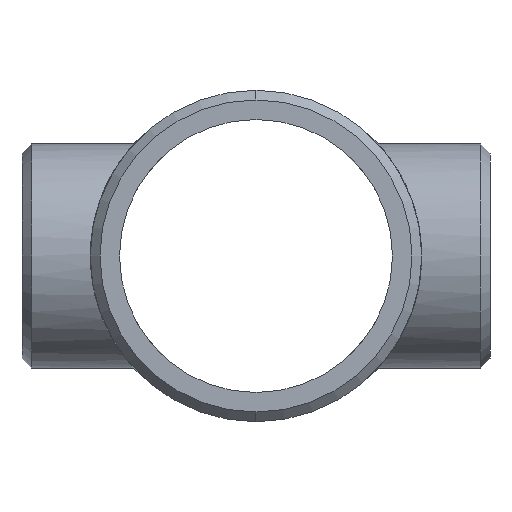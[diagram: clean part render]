
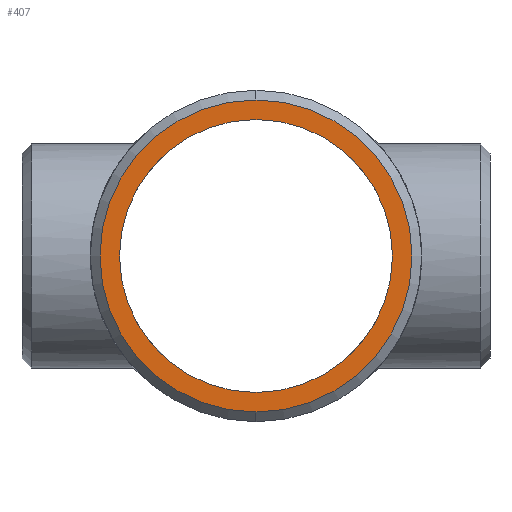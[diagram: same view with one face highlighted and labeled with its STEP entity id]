
A CAD part, left-side view. The second image highlights one B-rep face of the part: STEP entity #407.
In plain terms, the highlighted planar face has unit normal (-1, 0, 0).
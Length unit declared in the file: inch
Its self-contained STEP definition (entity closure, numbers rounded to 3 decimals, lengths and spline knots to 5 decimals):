
#37 = VERTEX_POINT ( 'NONE', #977 ) ;
#60 = EDGE_CURVE ( 'NONE', #863, #37, #559, .T. ) ;
#74 = DIRECTION ( 'NONE',  ( 0., 0., 1. ) ) ;
#78 = AXIS2_PLACEMENT_3D ( 'NONE', #901, #1241, #1479 ) ;
#136 = CARTESIAN_POINT ( 'NONE',  ( -10., 0., 0. ) ) ;
#172 = CARTESIAN_POINT ( 'NONE',  ( -10., 0., -5.25 ) ) ;
#217 = VERTEX_POINT ( 'NONE', #484 ) ;
#288 = PLANE ( 'NONE',  #1452 ) ;
#293 = ORIENTED_EDGE ( 'NONE', *, *, #60, .T. ) ;
#299 = DIRECTION ( 'NONE',  ( 0., 0., -1. ) ) ;
#300 = ORIENTED_EDGE ( 'NONE', *, *, #852, .T. ) ;
#392 = ORIENTED_EDGE ( 'NONE', *, *, #515, .T. ) ;
#394 = EDGE_CURVE ( 'NONE', #37, #863, #1155, .T. ) ;
#407 = ADVANCED_FACE ( 'NONE', ( #990, #414 ), #288, .T. ) ;
#414 = FACE_BOUND ( 'NONE', #1079, .T. ) ;
#422 = CARTESIAN_POINT ( 'NONE',  ( -10., 0., 0. ) ) ;
#430 = CIRCLE ( 'NONE', #883, 6. ) ;
#483 = DIRECTION ( 'NONE',  ( -1., 0., 0. ) ) ;
#484 = CARTESIAN_POINT ( 'NONE',  ( -10., 0., -6. ) ) ;
#515 = EDGE_CURVE ( 'NONE', #217, #653, #621, .T. ) ;
#559 = CIRCLE ( 'NONE', #78, 5.25 ) ;
#621 = CIRCLE ( 'NONE', #1339, 6. ) ;
#653 = VERTEX_POINT ( 'NONE', #1099 ) ;
#852 = EDGE_CURVE ( 'NONE', #653, #217, #430, .T. ) ;
#859 = DIRECTION ( 'NONE',  ( -1., 0., 0. ) ) ;
#863 = VERTEX_POINT ( 'NONE', #172 ) ;
#883 = AXIS2_PLACEMENT_3D ( 'NONE', #1432, #859, #1194 ) ;
#901 = CARTESIAN_POINT ( 'NONE',  ( -10., 0., 0. ) ) ;
#970 = DIRECTION ( 'NONE',  ( 1., 0., 0. ) ) ;
#977 = CARTESIAN_POINT ( 'NONE',  ( -10., 0., 5.25 ) ) ;
#990 = FACE_OUTER_BOUND ( 'NONE', #1204, .T. ) ;
#1079 = EDGE_LOOP ( 'NONE', ( #1281, #293 ) ) ;
#1099 = CARTESIAN_POINT ( 'NONE',  ( -10., 0., 6. ) ) ;
#1155 = CIRCLE ( 'NONE', #1221, 5.25 ) ;
#1194 = DIRECTION ( 'NONE',  ( 0., 0., 1. ) ) ;
#1204 = EDGE_LOOP ( 'NONE', ( #392, #300 ) ) ;
#1221 = AXIS2_PLACEMENT_3D ( 'NONE', #1443, #970, #74 ) ;
#1241 = DIRECTION ( 'NONE',  ( 1., 0., 0. ) ) ;
#1281 = ORIENTED_EDGE ( 'NONE', *, *, #394, .T. ) ;
#1328 = DIRECTION ( 'NONE',  ( -1., 0., 0. ) ) ;
#1339 = AXIS2_PLACEMENT_3D ( 'NONE', #136, #483, #1403 ) ;
#1403 = DIRECTION ( 'NONE',  ( 0., 0., 1. ) ) ;
#1432 = CARTESIAN_POINT ( 'NONE',  ( -10., 0., 0. ) ) ;
#1443 = CARTESIAN_POINT ( 'NONE',  ( -10., 0., 0. ) ) ;
#1452 = AXIS2_PLACEMENT_3D ( 'NONE', #422, #1328, #299 ) ;
#1479 = DIRECTION ( 'NONE',  ( 0., 0., 1. ) ) ;
